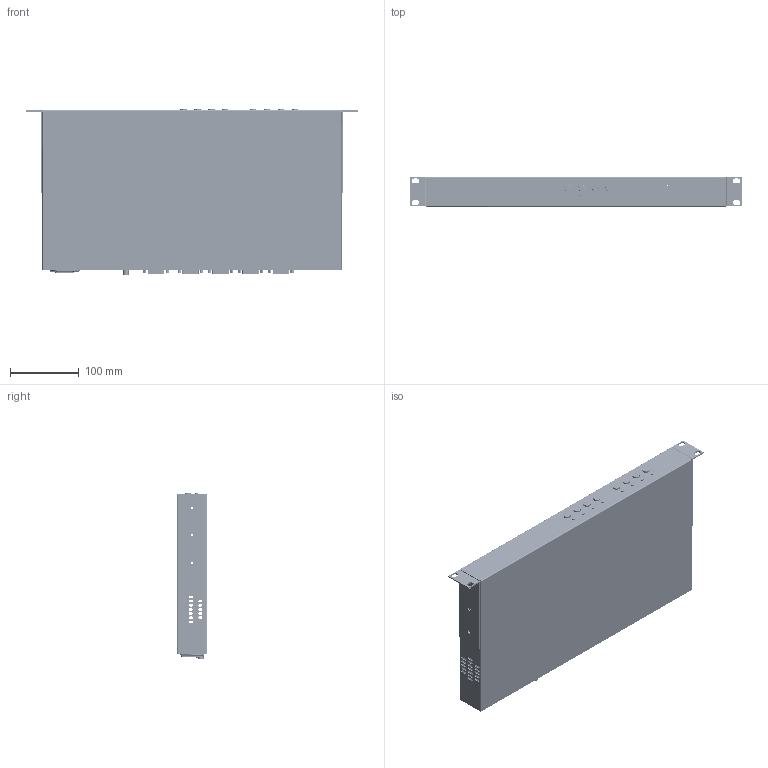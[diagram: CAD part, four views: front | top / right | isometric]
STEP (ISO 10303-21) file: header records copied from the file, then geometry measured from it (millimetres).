
FILE_DESCRIPTION (( 'STEP AP203' ), '1' );
FILE_NAME ('SPLITMUX-DVI-4RT.STEP', '2022-04-22T20:13:25', ( '' ), ( '' ), 'SwSTEP 2.0', 'SolidWorks 2011', '' );
FILE_SCHEMA (( 'CONFIG_CONTROL_DESIGN' ));
Length unit declared in the file: inch
Products named in the file (17): SPLITMUX-DVI-4RT; DVI-4RT-MOUNTING BRACKET; led light pipe; BUTTONS; HW5133_HW5133; CN5272_MINIDIN JACK; CN5368-MOD; CN5412_RCA PHONO JACK1; FCR684208T OTJ8; CN5365 - RJ45 NO LED; CN5224; 5428N111_IEC Connector with Power Switch; CN5252 - USB A RECEPTACLE; CN5450; HW4003-STANDOFF-MF-#4-40X.1875 ZN_92700A488; DVI-4RT-BASE; DVI-4RT-COVER
Assembly tree (57 placements, depth 2):
  SPLITMUX-DVI-4RT
    CN5252 - USB A RECEPTACLE  x6
    CN5272_MINIDIN JACK  x4
    HW4003-STANDOFF-MF-#4-40X.1875 ZN_92700A488  x10
    BUTTONS  x8
    led light pipe  x8
    DVI-4RT-COVER
    HW5133_HW5133  x2
    CN5450  x5
    CN5224  x5
    CN5368-MOD
    DVI-4RT-BASE
    5428N111_IEC Connector with Power Switch
    CN5412_RCA PHONO JACK1
    CN5365 - RJ45 NO LED
    FCR684208T OTJ8
    DVI-4RT-MOUNTING BRACKET  x2
Bounding box: 484 x 43.43 x 241.94 mm (x, y, z)
Volume: 310914.5 mm3; surface area: 642309.5 mm2
Topology: 143 solids, 145 shells, 9859 faces, 25666 edges, 16418 vertices
Faces by surface type: plane 6769, cylinder 2380, cone 344, bspline 310, torus 56
Entity records: 112398 total; most frequent: CARTESIAN_POINT 24183, ORIENTED_EDGE 18070, DIRECTION 16862, EDGE_CURVE 9035, LINE 6874, VECTOR 6874, VERTEX_POINT 5782, AXIS2_PLACEMENT_3D 4994
